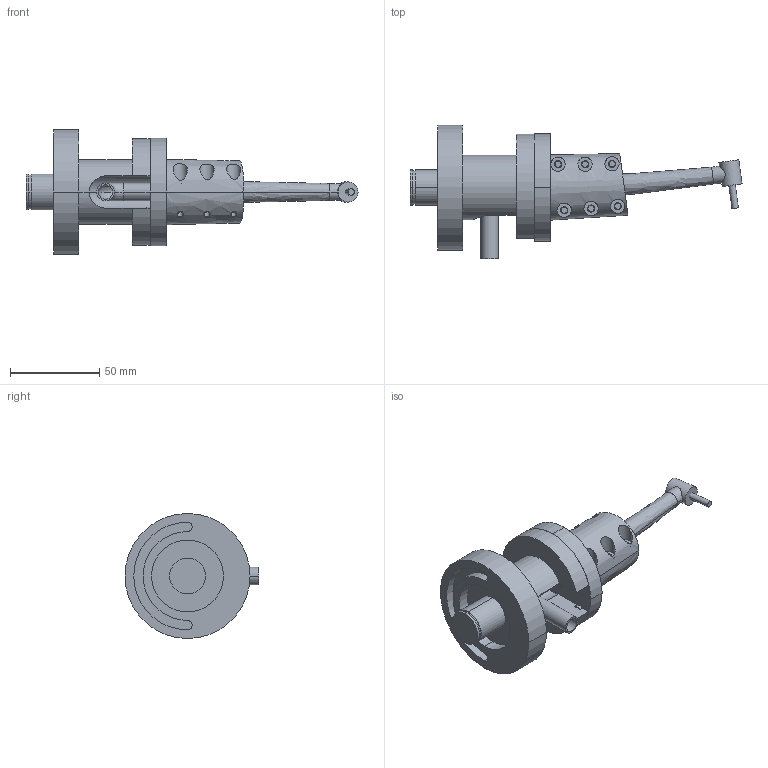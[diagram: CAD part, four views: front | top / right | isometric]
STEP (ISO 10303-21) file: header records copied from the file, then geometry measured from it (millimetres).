
FILE_DESCRIPTION (( 'STEP AP203' ), '1' );
FILE_NAME ('4_Default_sldprt.STEP', '2020-12-14T05:07:39', ( 'user' ), ( '' ), 'SwSTEP 2.0', 'SolidWorks 2020', '' );
FILE_SCHEMA (( 'CONFIG_CONTROL_DESIGN' ));
Length unit declared in the file: millimetre
Products named in the file (1): 4_Default_sldprt
Bounding box: 185.87 x 75 x 70 mm (x, y, z)
Surface area: 57976.2 mm2 (no closed solid volume)
Topology: 0 solids, 23 shells, 355 faces, 842 edges, 553 vertices
Faces by surface type: cylinder 236, plane 89, cone 20, bspline 6, torus 4
Entity records: 15109 total; most frequent: CARTESIAN_POINT 6892, DIRECTION 1743, ORIENTED_EDGE 1556, EDGE_CURVE 822, AXIS2_PLACEMENT_3D 739, VERTEX_POINT 553, EDGE_LOOP 461, CIRCLE 389
